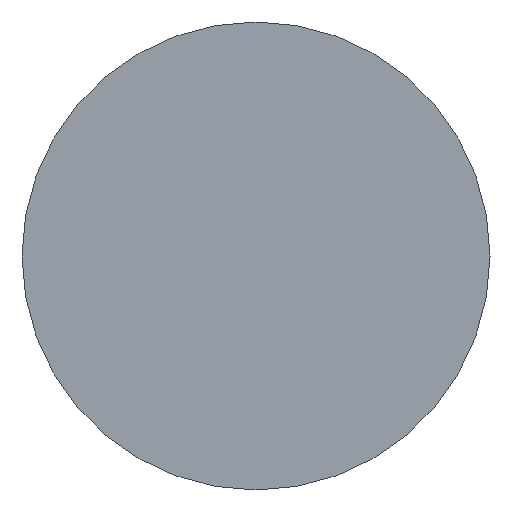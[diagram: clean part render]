
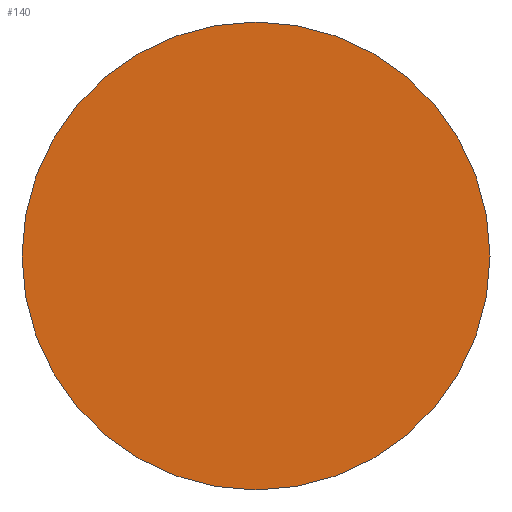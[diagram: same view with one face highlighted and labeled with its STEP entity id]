
A CAD part, left-side view. The second image highlights one B-rep face of the part: STEP entity #140.
In plain terms, the highlighted planar face has unit normal (-1, 0, 0).
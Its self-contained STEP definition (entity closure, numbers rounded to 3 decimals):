
#7 = DIRECTION ( 'NONE',  ( -1., 0., 0. ) ) ;
#15 = DIRECTION ( 'NONE',  ( 0., 0., -1. ) ) ;
#17 = FACE_OUTER_BOUND ( 'NONE', #136, .T. ) ;
#32 = DIRECTION ( 'NONE',  ( 0., 0., 1. ) ) ;
#34 = CARTESIAN_POINT ( 'NONE',  ( 441.52, 82.599, 10. ) ) ;
#52 = EDGE_CURVE ( 'NONE', #179, #131, #159, .T. ) ;
#63 = AXIS2_PLACEMENT_3D ( 'NONE', #185, #152, #15 ) ;
#75 = AXIS2_PLACEMENT_3D ( 'NONE', #97, #7, #146 ) ;
#85 = DIRECTION ( 'NONE',  ( -1., 0., 0. ) ) ;
#88 = ORIENTED_EDGE ( 'NONE', *, *, #52, .T. ) ;
#93 = CIRCLE ( 'NONE', #107, 10. ) ;
#95 = ORIENTED_EDGE ( 'NONE', *, *, #151, .T. ) ;
#97 = CARTESIAN_POINT ( 'NONE',  ( 441.52, 82.599, 0. ) ) ;
#107 = AXIS2_PLACEMENT_3D ( 'NONE', #174, #85, #32 ) ;
#131 = VERTEX_POINT ( 'NONE', #34 ) ;
#132 = CARTESIAN_POINT ( 'NONE',  ( 441.52, 82.599, -10. ) ) ;
#136 = EDGE_LOOP ( 'NONE', ( #95, #88 ) ) ;
#140 = ADVANCED_FACE ( 'NONE', ( #17 ), #158, .F. ) ;
#146 = DIRECTION ( 'NONE',  ( 0., 0., 1. ) ) ;
#151 = EDGE_CURVE ( 'NONE', #131, #179, #93, .T. ) ;
#152 = DIRECTION ( 'NONE',  ( 1., 0., 0. ) ) ;
#158 = PLANE ( 'NONE',  #63 ) ;
#159 = CIRCLE ( 'NONE', #75, 10. ) ;
#174 = CARTESIAN_POINT ( 'NONE',  ( 441.52, 82.599, 0. ) ) ;
#179 = VERTEX_POINT ( 'NONE', #132 ) ;
#185 = CARTESIAN_POINT ( 'NONE',  ( 441.52, 82.599, 0. ) ) ;
